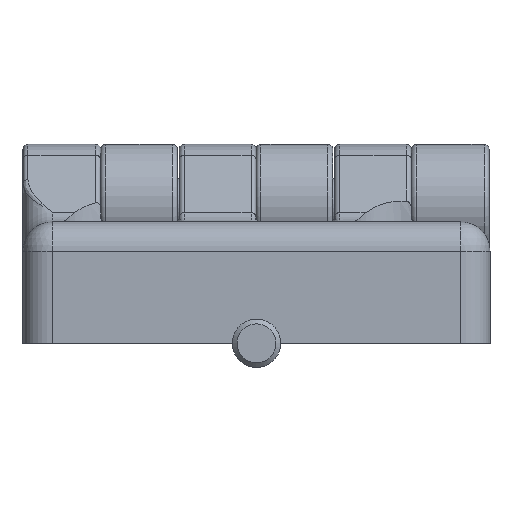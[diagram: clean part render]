
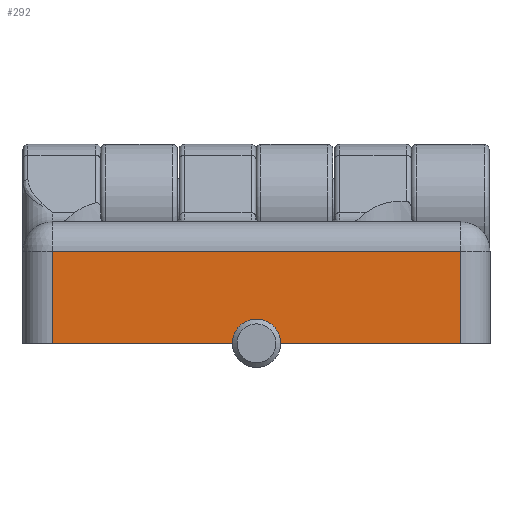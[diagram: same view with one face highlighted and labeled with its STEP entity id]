
A CAD part, front view. The second image highlights one B-rep face of the part: STEP entity #292.
In plain terms, the highlighted planar face has unit normal (0, -1, 0).
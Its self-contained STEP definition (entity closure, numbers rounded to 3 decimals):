
#292 = ADVANCED_FACE( '', ( #569 ), #570, .T. );
#569 = FACE_OUTER_BOUND( '', #1063, .T. );
#570 = PLANE( '', #1064 );
#1063 = EDGE_LOOP( '', ( #2085, #2086, #2087, #2088 ) );
#1064 = AXIS2_PLACEMENT_3D( '', #2089, #2090, #2091 );
#2085 = ORIENTED_EDGE( '', *, *, #2600, .T. );
#2086 = ORIENTED_EDGE( '', *, *, #2601, .T. );
#2087 = ORIENTED_EDGE( '', *, *, #2602, .T. );
#2088 = ORIENTED_EDGE( '', *, *, #2312, .F. );
#2089 = CARTESIAN_POINT( '', ( 24.05, -8.5, 12.5 ) );
#2090 = DIRECTION( '', ( 0., -1., 0. ) );
#2091 = DIRECTION( '', ( 0., 0., -1. ) );
#2312 = EDGE_CURVE( '', #2666, #2668, #2669, .T. );
#2600 = EDGE_CURVE( '', #2666, #3140, #3143, .F. );
#2601 = EDGE_CURVE( '', #3140, #3144, #3145, .T. );
#2602 = EDGE_CURVE( '', #3144, #2668, #3146, .T. );
#2666 = VERTEX_POINT( '', #3217 );
#2668 = VERTEX_POINT( '', #3219 );
#2669 = LINE( '', #3220, #3221 );
#3140 = VERTEX_POINT( '', #4390 );
#3143 = LINE( '', #4393, #4394 );
#3144 = VERTEX_POINT( '', #4395 );
#3145 = LINE( '', #4396, #4397 );
#3146 = LINE( '', #4398, #4399 );
#3217 = CARTESIAN_POINT( '', ( 21.05, -8.5, 0. ) );
#3219 = CARTESIAN_POINT( '', ( -21.05, -8.5, 0. ) );
#3220 = CARTESIAN_POINT( '', ( 24.05, -8.5, 0. ) );
#3221 = VECTOR( '', #4545, 1000. );
#4390 = CARTESIAN_POINT( '', ( 21.05, -8.5, 9.5 ) );
#4393 = CARTESIAN_POINT( '', ( 21.05, -8.5, 12.5 ) );
#4394 = VECTOR( '', #5057, 1000. );
#4395 = CARTESIAN_POINT( '', ( -21.05, -8.5, 9.5 ) );
#4396 = CARTESIAN_POINT( '', ( -21.05, -8.5, 9.5 ) );
#4397 = VECTOR( '', #5058, 1000. );
#4398 = CARTESIAN_POINT( '', ( -21.05, -8.5, 12.5 ) );
#4399 = VECTOR( '', #5059, 1000. );
#4545 = DIRECTION( '', ( -1., 0., 0. ) );
#5057 = DIRECTION( '', ( 0., 0., -1. ) );
#5058 = DIRECTION( '', ( -1., 0., 0. ) );
#5059 = DIRECTION( '', ( 0., 0., -1. ) );
